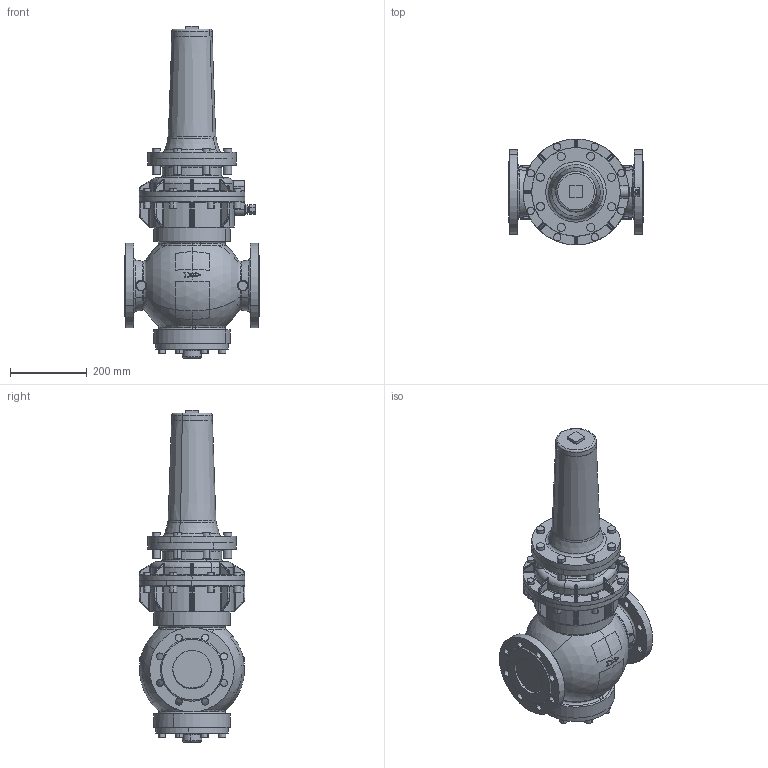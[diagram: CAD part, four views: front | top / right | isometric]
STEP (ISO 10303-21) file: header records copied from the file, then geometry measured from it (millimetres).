
FILE_DESCRIPTION(('CATIA V5 STEP'),'2;1');
FILE_NAME('R 101 DN 100-275.stp','2011-01-25T07:29:47+00:00',('none'),('none'),'CATIA Version 5 Release 19 SP 8 (IN-10)','CATIA V5 STEP AP214','none');
FILE_SCHEMA(('AUTOMOTIVE_DESIGN { 1 0 10303 214 1 1 1 1 }'));
Products named in the file (1): R 101 DN 100-275
Bounding box: 350 x 275 x 863 mm (x, y, z)
Volume: 26496842.9 mm3; surface area: 935696.7 mm2
Topology: 1 solids, 20 shells, 1276 faces, 3073 edges, 1805 vertices
Faces by surface type: cylinder 401, torus 255, bspline 249, plane 199, sphere 86, cone 86
Entity records: 53404 total; most frequent: CARTESIAN_POINT 28461, ORIENTED_EDGE 5982, DIRECTION 3429, EDGE_CURVE 2991, AXIS2_PLACEMENT_3D 2046, VERTEX_POINT 1805, EDGE_LOOP 1362, ADVANCED_FACE 1276
